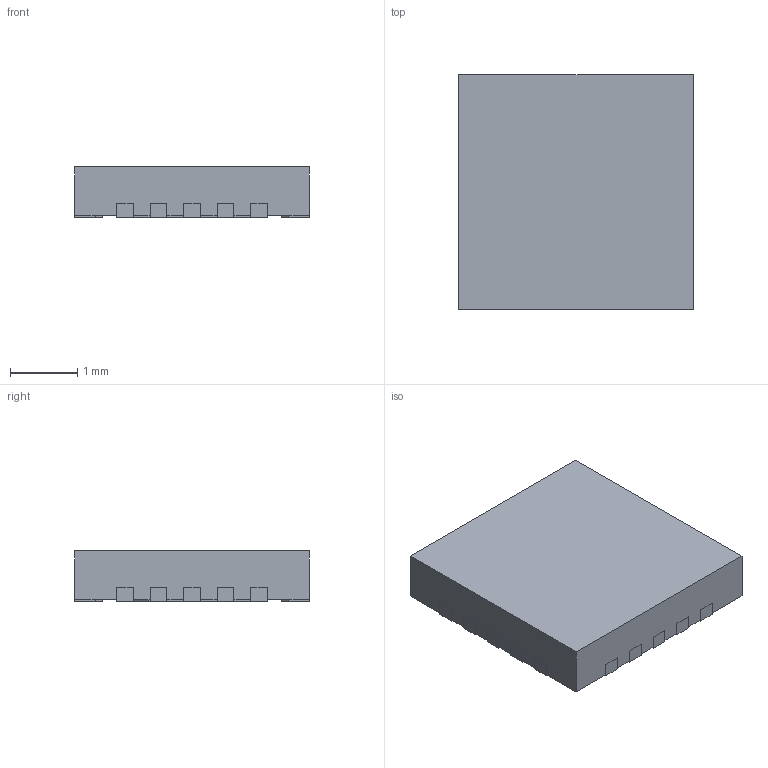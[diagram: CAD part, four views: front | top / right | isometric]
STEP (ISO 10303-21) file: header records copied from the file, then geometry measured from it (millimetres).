
FILE_DESCRIPTION(('STEP AP214'),'1');
FILE_NAME('X321_3D.step','2022-08-26T09:37:59',(' '),('ANSOFT Corporation'),'Spatial InterOp 3D',' ',' ');
FILE_SCHEMA(('AUTOMOTIVE_DESIGN { 1 0 10303 214 1 1 1 1 }'));
Length unit declared in the file: millimetre
Products named in the file (1): LF_1
Bounding box: 3.5 x 3.5 x 0.75 mm (x, y, z)
Volume: 9.1 mm3; surface area: 57.3 mm2
Topology: 22 solids, 22 shells, 299 faces, 762 edges, 508 vertices
Faces by surface type: plane 235, cylinder 64
Entity records: 11632 total; most frequent: CARTESIAN_POINT 1591, DIRECTION 1532, ORIENTED_EDGE 1524, EDGE_CURVE 762, LINE 634, VECTOR 634, VERTEX_POINT 508, AXIS2_PLACEMENT_3D 449
